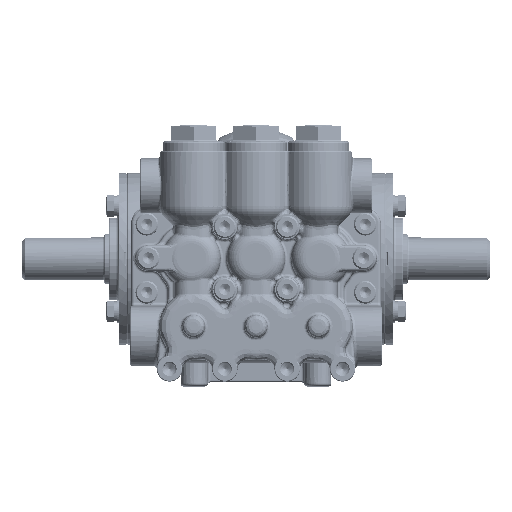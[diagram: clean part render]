
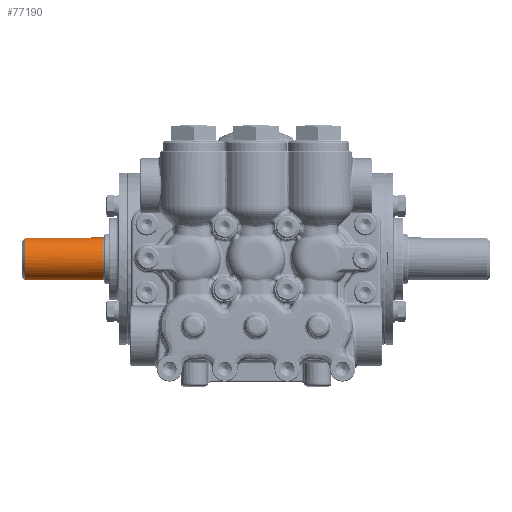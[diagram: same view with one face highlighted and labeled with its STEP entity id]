
A CAD part, top view. The second image highlights one B-rep face of the part: STEP entity #77190.
In plain terms, the highlighted cylindrical face has radius 15 mm (diameter 30 mm), a partial arc.
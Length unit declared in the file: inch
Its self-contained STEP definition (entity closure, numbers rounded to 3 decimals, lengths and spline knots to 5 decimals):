
#18052 = CARTESIAN_POINT ( 'NONE',  ( -4.59926, 0.58274, 0.09614 ) ) ;
#19601 = CARTESIAN_POINT ( 'NONE',  ( -4.57199, 0.58922, 0.04093 ) ) ;
#22753 = CARTESIAN_POINT ( 'NONE',  ( -4.56693, 0.59055, 0. ) ) ;
#23683 = ORIENTED_EDGE ( 'NONE', *, *, #65427, .F. ) ;
#27776 = DIRECTION ( 'NONE',  ( 1., 0., 0. ) ) ;
#28495 = DIRECTION ( 'NONE',  ( -1., 0., 0. ) ) ;
#29137 = CARTESIAN_POINT ( 'NONE',  ( -4.24409, 0.59055, 0. ) ) ;
#38344 = EDGE_CURVE ( 'NONE', #89799, #198206, #222115, .T. ) ;
#46102 = B_SPLINE_CURVE_WITH_KNOTS ( 'NONE', 3,
 ( #22753, #144615, #214360, #19601, #263436, #260294, #241272, #18052, #311027, #261865, #312602, #288842, #46522, #265014, #71841, #143069, #163666, #239711 ),
 .UNSPECIFIED., .F., .F.,
 ( 4, 2, 2, 2, 2, 2, 2, 2, 4 ),
 ( 0., 0.00079, 0.00157, 0.00236, 0.00314, 0.00393, 0.00471, 0.0055, 0.00628 ),
 .UNSPECIFIED. ) ;
#46522 = CARTESIAN_POINT ( 'NONE',  ( -4.65455, 0.57336, 0.14151 ) ) ;
#49603 = EDGE_LOOP ( 'NONE', ( #23683, #267474, #110174, #235837, #267415, #275195 ) ) ;
#50249 = VERTEX_POINT ( 'NONE', #29137 ) ;
#53087 = LINE ( 'NONE', #146480, #123264 ) ;
#63872 = DIRECTION ( 'NONE',  ( 1., 0., 0. ) ) ;
#65417 = CYLINDRICAL_SURFACE ( 'NONE', #184481, 0.59055 ) ;
#65427 = EDGE_CURVE ( 'NONE', #147763, #50249, #53087, .T. ) ;
#71841 = CARTESIAN_POINT ( 'NONE',  ( -4.68347, 0.57055, 0.15242 ) ) ;
#76068 = CARTESIAN_POINT ( 'NONE',  ( -6.49606, -0.59055, 0. ) ) ;
#77190 = ADVANCED_FACE ( 'NONE', ( #114462 ), #65417, .T. ) ;
#80669 = LINE ( 'NONE', #221689, #97399 ) ;
#89799 = VERTEX_POINT ( 'NONE', #292441 ) ;
#95357 = CARTESIAN_POINT ( 'NONE',  ( -4.24409, -0.59055, 0. ) ) ;
#97399 = VECTOR ( 'NONE', #28495, 39.37008 ) ;
#98281 = LINE ( 'NONE', #76068, #129188 ) ;
#100703 = AXIS2_PLACEMENT_3D ( 'NONE', #117911, #192312, #214545 ) ;
#105741 = CIRCLE ( 'NONE', #303122, 0.59055 ) ;
#110174 = ORIENTED_EDGE ( 'NONE', *, *, #233665, .T. ) ;
#110575 = EDGE_CURVE ( 'NONE', #183946, #50249, #105741, .T. ) ;
#114462 = FACE_OUTER_BOUND ( 'NONE', #49603, .T. ) ;
#117911 = CARTESIAN_POINT ( 'NONE',  ( -6.41732, 0., 0. ) ) ;
#123264 = VECTOR ( 'NONE', #27776, 39.37008 ) ;
#129188 = VECTOR ( 'NONE', #240847, 39.37008 ) ;
#143069 = CARTESIAN_POINT ( 'NONE',  ( -4.70383, 0.56945, 0.15647 ) ) ;
#144615 = CARTESIAN_POINT ( 'NONE',  ( -4.56693, 0.59055, 0.01046 ) ) ;
#146480 = CARTESIAN_POINT ( 'NONE',  ( -6.49606, 0.59055, 0. ) ) ;
#147763 = VERTEX_POINT ( 'NONE', #288509 ) ;
#163666 = CARTESIAN_POINT ( 'NONE',  ( -4.71408, 0.56917, 0.15748 ) ) ;
#171130 = DIRECTION ( 'NONE',  ( 0., -1., 0. ) ) ;
#183946 = VERTEX_POINT ( 'NONE', #95357 ) ;
#184481 = AXIS2_PLACEMENT_3D ( 'NONE', #211101, #63872, #282424 ) ;
#192312 = DIRECTION ( 'NONE',  ( 1., 0., 0. ) ) ;
#198206 = VERTEX_POINT ( 'NONE', #308514 ) ;
#204644 = VERTEX_POINT ( 'NONE', #268340 ) ;
#211101 = CARTESIAN_POINT ( 'NONE',  ( -6.49606, 0., 0. ) ) ;
#214360 = CARTESIAN_POINT ( 'NONE',  ( -4.56796, 0.59027, 0.02073 ) ) ;
#214545 = DIRECTION ( 'NONE',  ( 0., 1., 0. ) ) ;
#221689 = CARTESIAN_POINT ( 'NONE',  ( -6.49606, 0.56917, 0.15748 ) ) ;
#222115 = CIRCLE ( 'NONE', #100703, 0.59055 ) ;
#233665 = EDGE_CURVE ( 'NONE', #204644, #89799, #80669, .T. ) ;
#235837 = ORIENTED_EDGE ( 'NONE', *, *, #38344, .T. ) ;
#239711 = CARTESIAN_POINT ( 'NONE',  ( -4.72441, 0.56917, 0.15748 ) ) ;
#240847 = DIRECTION ( 'NONE',  ( 1., 0., 0. ) ) ;
#241272 = CARTESIAN_POINT ( 'NONE',  ( -4.58782, 0.5853, 0.07905 ) ) ;
#260294 = CARTESIAN_POINT ( 'NONE',  ( -4.58298, 0.58646, 0.07002 ) ) ;
#261865 = CARTESIAN_POINT ( 'NONE',  ( -4.62035, 0.57856, 0.11864 ) ) ;
#263436 = CARTESIAN_POINT ( 'NONE',  ( -4.57505, 0.58843, 0.05097 ) ) ;
#265014 = CARTESIAN_POINT ( 'NONE',  ( -4.67349, 0.57136, 0.14937 ) ) ;
#267415 = ORIENTED_EDGE ( 'NONE', *, *, #303431, .T. ) ;
#267474 = ORIENTED_EDGE ( 'NONE', *, *, #277705, .T. ) ;
#267783 = DIRECTION ( 'NONE',  ( -1., 0., 0. ) ) ;
#268340 = CARTESIAN_POINT ( 'NONE',  ( -4.72441, 0.56917, 0.15748 ) ) ;
#275195 = ORIENTED_EDGE ( 'NONE', *, *, #110575, .T. ) ;
#277705 = EDGE_CURVE ( 'NONE', #147763, #204644, #46102, .T. ) ;
#282424 = DIRECTION ( 'NONE',  ( 0., -1., 0. ) ) ;
#288482 = CARTESIAN_POINT ( 'NONE',  ( -4.24409, 0., 0. ) ) ;
#288509 = CARTESIAN_POINT ( 'NONE',  ( -4.56693, 0.59055, 0. ) ) ;
#288842 = CARTESIAN_POINT ( 'NONE',  ( -4.64546, 0.57455, 0.13665 ) ) ;
#292441 = CARTESIAN_POINT ( 'NONE',  ( -6.41732, 0.56917, 0.15748 ) ) ;
#303122 = AXIS2_PLACEMENT_3D ( 'NONE', #288482, #267783, #171130 ) ;
#303431 = EDGE_CURVE ( 'NONE', #198206, #183946, #98281, .T. ) ;
#308514 = CARTESIAN_POINT ( 'NONE',  ( -6.41732, -0.59055, 0. ) ) ;
#311027 = CARTESIAN_POINT ( 'NONE',  ( -4.60588, 0.58133, 0.10419 ) ) ;
#312602 = CARTESIAN_POINT ( 'NONE',  ( -4.62825, 0.57717, 0.12514 ) ) ;
